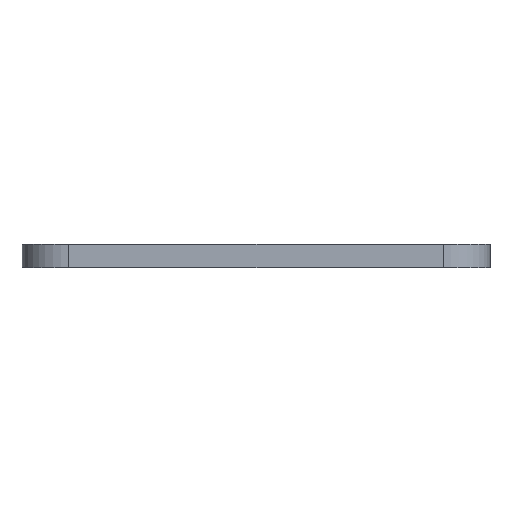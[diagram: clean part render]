
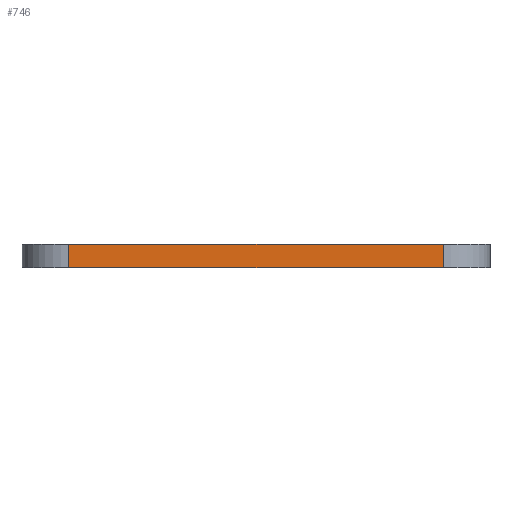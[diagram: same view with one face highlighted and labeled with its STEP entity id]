
A CAD part, left-side view. The second image highlights one B-rep face of the part: STEP entity #746.
In plain terms, the highlighted planar face has unit normal (-1, 0, 0).
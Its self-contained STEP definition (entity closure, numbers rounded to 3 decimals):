
#64=FACE_OUTER_BOUND('',#110,.T.);
#110=EDGE_LOOP('',(#583,#584,#585,#586));
#144=LINE('',#1099,#212);
#183=LINE('',#1221,#251);
#184=LINE('',#1223,#252);
#185=LINE('',#1224,#253);
#212=VECTOR('',#872,10.);
#251=VECTOR('',#981,10.);
#252=VECTOR('',#982,10.);
#253=VECTOR('',#983,10.);
#322=VERTEX_POINT('',#1096);
#323=VERTEX_POINT('',#1098);
#371=VERTEX_POINT('',#1220);
#372=VERTEX_POINT('',#1222);
#394=EDGE_CURVE('',#323,#322,#144,.T.);
#455=EDGE_CURVE('',#371,#322,#183,.T.);
#456=EDGE_CURVE('',#372,#371,#184,.T.);
#457=EDGE_CURVE('',#323,#372,#185,.T.);
#583=ORIENTED_EDGE('',*,*,#394,.T.);
#584=ORIENTED_EDGE('',*,*,#455,.F.);
#585=ORIENTED_EDGE('',*,*,#456,.F.);
#586=ORIENTED_EDGE('',*,*,#457,.F.);
#724=PLANE('',#822);
#746=ADVANCED_FACE('',(#64),#724,.T.);
#822=AXIS2_PLACEMENT_3D('',#1219,#979,#980);
#872=DIRECTION('',(0.,1.,0.));
#979=DIRECTION('center_axis',(-1.,0.,0.));
#980=DIRECTION('ref_axis',(0.,1.,0.));
#981=DIRECTION('',(0.,0.,1.));
#982=DIRECTION('',(0.,1.,0.));
#983=DIRECTION('',(0.,0.,-1.));
#1096=CARTESIAN_POINT('',(67.,41.,2.));
#1098=CARTESIAN_POINT('',(67.,9.,2.));
#1099=CARTESIAN_POINT('',(67.,15.,2.));
#1219=CARTESIAN_POINT('Origin',(67.,5.,5.));
#1220=CARTESIAN_POINT('',(67.,41.,0.));
#1221=CARTESIAN_POINT('',(67.,41.,5.));
#1222=CARTESIAN_POINT('',(67.,9.,0.));
#1223=CARTESIAN_POINT('',(67.,26.377,0.));
#1224=CARTESIAN_POINT('',(67.,9.,5.));
